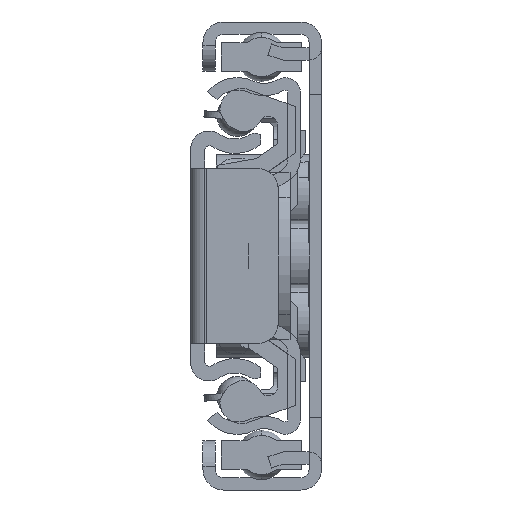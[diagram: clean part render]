
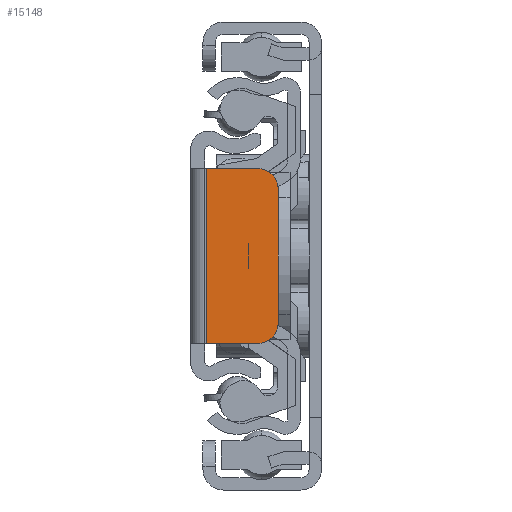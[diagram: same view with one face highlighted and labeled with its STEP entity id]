
A CAD part, front view. The second image highlights one B-rep face of the part: STEP entity #15148.
In plain terms, the highlighted face is planar.
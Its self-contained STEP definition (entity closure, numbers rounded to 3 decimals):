
#13869=DIRECTION('',(0.,0.,1.));
#13870=VECTOR('',#13869,17.);
#13871=CARTESIAN_POINT('',(-1.9,746.5,-8.5));
#13872=LINE('',#13871,#13870);
#13873=DIRECTION('',(-1.,0.,0.));
#13874=VECTOR('',#13873,5.);
#13875=CARTESIAN_POINT('',(3.1,746.5,-8.5));
#13876=LINE('',#13875,#13874);
#13877=CARTESIAN_POINT('',(3.1,746.5,-6.5));
#13878=DIRECTION('',(0.,1.,0.));
#13879=DIRECTION('',(1.,0.,0.));
#13880=AXIS2_PLACEMENT_3D('',#13877,#13878,#13879);
#13882=DIRECTION('',(0.,0.,-1.));
#13883=VECTOR('',#13882,13.);
#13884=CARTESIAN_POINT('',(5.1,746.5,6.5));
#13885=LINE('',#13884,#13883);
#13886=CARTESIAN_POINT('',(3.1,746.5,6.5));
#13887=DIRECTION('',(0.,1.,0.));
#13888=DIRECTION('',(0.,0.,1.));
#13889=AXIS2_PLACEMENT_3D('',#13886,#13887,#13888);
#13891=DIRECTION('',(1.,0.,0.));
#13892=VECTOR('',#13891,5.);
#13893=CARTESIAN_POINT('',(-1.9,746.5,8.5));
#13894=LINE('',#13893,#13892);
#14201=CARTESIAN_POINT('',(3.1,746.5,8.5));
#14202=CARTESIAN_POINT('',(5.1,746.5,6.5));
#14203=VERTEX_POINT('',#14201);
#14204=VERTEX_POINT('',#14202);
#14205=CARTESIAN_POINT('',(5.1,746.5,-6.5));
#14206=VERTEX_POINT('',#14205);
#14207=CARTESIAN_POINT('',(3.1,746.5,-8.5));
#14208=VERTEX_POINT('',#14207);
#14209=CARTESIAN_POINT('',(-1.9,746.5,8.5));
#14211=VERTEX_POINT('',#14209);
#14215=CARTESIAN_POINT('',(-1.9,746.5,-8.5));
#14216=VERTEX_POINT('',#14215);
#15132=CARTESIAN_POINT('',(-3.4,746.5,0.));
#15133=DIRECTION('',(0.,1.,0.));
#15134=DIRECTION('',(1.,0.,0.));
#15135=AXIS2_PLACEMENT_3D('',#15132,#15133,#15134);
#15136=PLANE('',#15135);
#15137=ORIENTED_EDGE('',*,*,#15109,.F.);
#15138=ORIENTED_EDGE('',*,*,#15095,.F.);
#15140=ORIENTED_EDGE('',*,*,#15139,.F.);
#15142=ORIENTED_EDGE('',*,*,#15141,.F.);
#15144=ORIENTED_EDGE('',*,*,#15143,.F.);
#15145=ORIENTED_EDGE('',*,*,#15120,.F.);
#15146=EDGE_LOOP('',(#15137,#15138,#15140,#15142,#15144,#15145));
#15147=FACE_OUTER_BOUND('',#15146,.F.);
#15148=ADVANCED_FACE('',(#15147),#15136,.T.);
#13881=CIRCLE('',#13880,2.);
#13890=CIRCLE('',#13889,2.);
#15095=EDGE_CURVE('',#14208,#14216,#13876,.T.);
#15109=EDGE_CURVE('',#14216,#14211,#13872,.T.);
#15120=EDGE_CURVE('',#14211,#14203,#13894,.T.);
#15139=EDGE_CURVE('',#14206,#14208,#13881,.T.);
#15141=EDGE_CURVE('',#14204,#14206,#13885,.T.);
#15143=EDGE_CURVE('',#14203,#14204,#13890,.T.);
